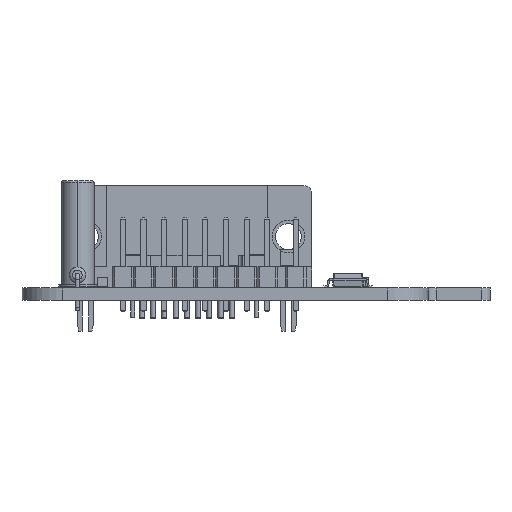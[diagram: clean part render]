
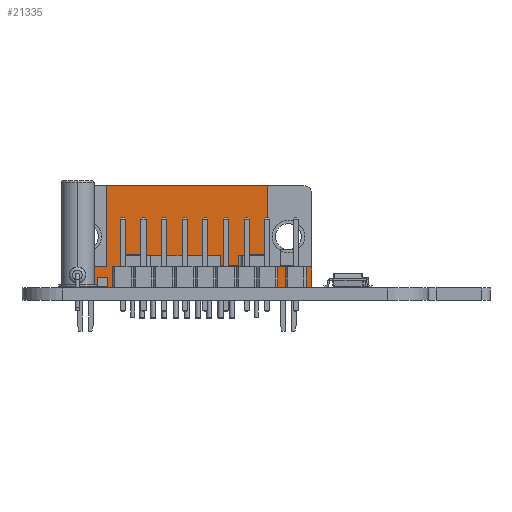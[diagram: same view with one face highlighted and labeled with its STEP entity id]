
A CAD part, left-side view. The second image highlights one B-rep face of the part: STEP entity #21335.
In plain terms, the highlighted face is planar.
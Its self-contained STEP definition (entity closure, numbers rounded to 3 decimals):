
#20761 = VERTEX_POINT('',#20762);
#20762 = CARTESIAN_POINT('',(4.36,1.8,12.5));
#20768 = EDGE_CURVE('',#20761,#20769,#20771,.T.);
#20769 = VERTEX_POINT('',#20770);
#20770 = CARTESIAN_POINT('',(-15.44,1.8,12.5));
#20771 = LINE('',#20772,#20773);
#20772 = CARTESIAN_POINT('',(9.86,1.8,12.5));
#20773 = VECTOR('',#20774,1.);
#20774 = DIRECTION('',(-1.,0.,0.));
#20867 = VERTEX_POINT('',#20868);
#20868 = CARTESIAN_POINT('',(9.86,1.8,0.));
#20874 = EDGE_CURVE('',#20867,#20875,#20877,.T.);
#20875 = VERTEX_POINT('',#20876);
#20876 = CARTESIAN_POINT('',(9.86,1.8,2.5));
#20877 = LINE('',#20878,#20879);
#20878 = CARTESIAN_POINT('',(9.86,1.8,0.));
#20879 = VECTOR('',#20880,1.);
#20880 = DIRECTION('',(0.,0.,1.));
#20915 = VERTEX_POINT('',#20916);
#20916 = CARTESIAN_POINT('',(-20.94,1.8,2.5));
#20922 = EDGE_CURVE('',#20915,#20923,#20925,.T.);
#20923 = VERTEX_POINT('',#20924);
#20924 = CARTESIAN_POINT('',(-20.94,1.8,0.));
#20925 = LINE('',#20926,#20927);
#20926 = CARTESIAN_POINT('',(-20.94,1.8,12.5));
#20927 = VECTOR('',#20928,1.);
#20928 = DIRECTION('',(0.,0.,-1.));
#20985 = EDGE_CURVE('',#20923,#20867,#20986,.T.);
#20986 = LINE('',#20987,#20988);
#20987 = CARTESIAN_POINT('',(-20.94,1.8,0.));
#20988 = VECTOR('',#20989,1.);
#20989 = DIRECTION('',(1.,0.,0.));
#21317 = VERTEX_POINT('',#21318);
#21318 = CARTESIAN_POINT('',(-15.44,1.8,2.5));
#21324 = EDGE_CURVE('',#21317,#20769,#21325,.T.);
#21325 = LINE('',#21326,#21327);
#21326 = CARTESIAN_POINT('',(-15.44,1.8,4.375));
#21327 = VECTOR('',#21328,1.);
#21328 = DIRECTION('',(0.,0.,1.));
#21335 = ADVANCED_FACE('',(#21336),#21363,.F.);
#21336 = FACE_BOUND('',#21337,.F.);
#21337 = EDGE_LOOP('',(#21338,#21346,#21347,#21348,#21354,#21355,#21356,
    #21357));
#21338 = ORIENTED_EDGE('',*,*,#21339,.F.);
#21339 = EDGE_CURVE('',#20761,#21340,#21342,.T.);
#21340 = VERTEX_POINT('',#21341);
#21341 = CARTESIAN_POINT('',(4.36,1.8,2.5));
#21342 = LINE('',#21343,#21344);
#21343 = CARTESIAN_POINT('',(4.36,1.8,10.625));
#21344 = VECTOR('',#21345,1.);
#21345 = DIRECTION('',(0.,0.,-1.));
#21346 = ORIENTED_EDGE('',*,*,#20768,.T.);
#21347 = ORIENTED_EDGE('',*,*,#21324,.F.);
#21348 = ORIENTED_EDGE('',*,*,#21349,.F.);
#21349 = EDGE_CURVE('',#20915,#21317,#21350,.T.);
#21350 = LINE('',#21351,#21352);
#21351 = CARTESIAN_POINT('',(-13.99,1.8,2.5));
#21352 = VECTOR('',#21353,1.);
#21353 = DIRECTION('',(1.,0.,0.));
#21354 = ORIENTED_EDGE('',*,*,#20922,.T.);
#21355 = ORIENTED_EDGE('',*,*,#20985,.T.);
#21356 = ORIENTED_EDGE('',*,*,#20874,.T.);
#21357 = ORIENTED_EDGE('',*,*,#21358,.F.);
#21358 = EDGE_CURVE('',#21340,#20875,#21359,.T.);
#21359 = LINE('',#21360,#21361);
#21360 = CARTESIAN_POINT('',(-0.59,1.8,2.5));
#21361 = VECTOR('',#21362,1.);
#21362 = DIRECTION('',(1.,0.,0.));
#21363 = PLANE('',#21364);
#21364 = AXIS2_PLACEMENT_3D('',#21365,#21366,#21367);
#21365 = CARTESIAN_POINT('',(-5.54,1.8,6.25));
#21366 = DIRECTION('',(0.,-1.,0.));
#21367 = DIRECTION('',(1.,0.,0.));
